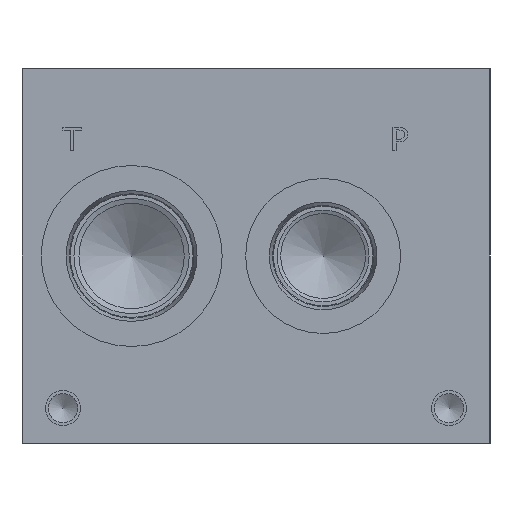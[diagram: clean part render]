
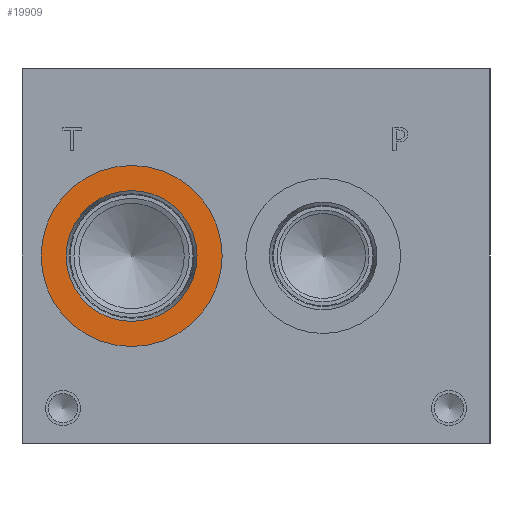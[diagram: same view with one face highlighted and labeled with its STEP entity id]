
A CAD part, left-side view. The second image highlights one B-rep face of the part: STEP entity #19909.
In plain terms, the highlighted planar face has unit normal (-1, 0, 0).
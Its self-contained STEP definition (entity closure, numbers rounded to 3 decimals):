
#784=CIRCLE('',#20960,24.562);
#785=CIRCLE('',#20961,24.562);
#786=CIRCLE('',#20963,17.755);
#787=CIRCLE('',#20964,17.755);
#1807=FACE_BOUND('',#3865,.T.);
#2697=FACE_OUTER_BOUND('',#3864,.T.);
#3864=EDGE_LOOP('',(#16631,#16632));
#3865=EDGE_LOOP('',(#16633,#16634));
#9033=VERTEX_POINT('',#33866);
#9034=VERTEX_POINT('',#33868);
#9035=VERTEX_POINT('',#33872);
#9036=VERTEX_POINT('',#33873);
#11693=EDGE_CURVE('',#9033,#9034,#784,.T.);
#11694=EDGE_CURVE('',#9034,#9033,#785,.T.);
#11695=EDGE_CURVE('',#9035,#9036,#786,.T.);
#11696=EDGE_CURVE('',#9036,#9035,#787,.T.);
#16631=ORIENTED_EDGE('',*,*,#11694,.F.);
#16632=ORIENTED_EDGE('',*,*,#11693,.F.);
#16633=ORIENTED_EDGE('',*,*,#11695,.T.);
#16634=ORIENTED_EDGE('',*,*,#11696,.T.);
#18405=PLANE('',#20962);
#19909=ADVANCED_FACE('',(#2697,#1807),#18405,.F.);
#20960=AXIS2_PLACEMENT_3D('',#33869,#24661,#24662);
#20961=AXIS2_PLACEMENT_3D('',#33870,#24663,#24664);
#20962=AXIS2_PLACEMENT_3D('',#33871,#24665,#24666);
#20963=AXIS2_PLACEMENT_3D('',#33874,#24667,#24668);
#20964=AXIS2_PLACEMENT_3D('',#33875,#24669,#24670);
#24661=DIRECTION('center_axis',(1.,0.,0.));
#24662=DIRECTION('ref_axis',(0.,0.,-1.));
#24663=DIRECTION('center_axis',(1.,0.,0.));
#24664=DIRECTION('ref_axis',(0.,0.,-1.));
#24665=DIRECTION('center_axis',(1.,0.,0.));
#24666=DIRECTION('ref_axis',(0.,0.,-1.));
#24667=DIRECTION('center_axis',(1.,0.,0.));
#24668=DIRECTION('ref_axis',(0.,0.,-1.));
#24669=DIRECTION('center_axis',(1.,0.,0.));
#24670=DIRECTION('ref_axis',(0.,0.,-1.));
#33866=CARTESIAN_POINT('',(0.787,97.257,26.238));
#33868=CARTESIAN_POINT('',(0.787,97.257,75.362));
#33869=CARTESIAN_POINT('Origin',(0.787,97.257,50.8));
#33870=CARTESIAN_POINT('Origin',(0.787,97.257,50.8));
#33871=CARTESIAN_POINT('Origin',(0.787,97.257,68.555));
#33872=CARTESIAN_POINT('',(0.787,97.257,68.555));
#33873=CARTESIAN_POINT('',(0.787,97.257,33.045));
#33874=CARTESIAN_POINT('Origin',(0.787,97.257,50.8));
#33875=CARTESIAN_POINT('Origin',(0.787,97.257,50.8));
